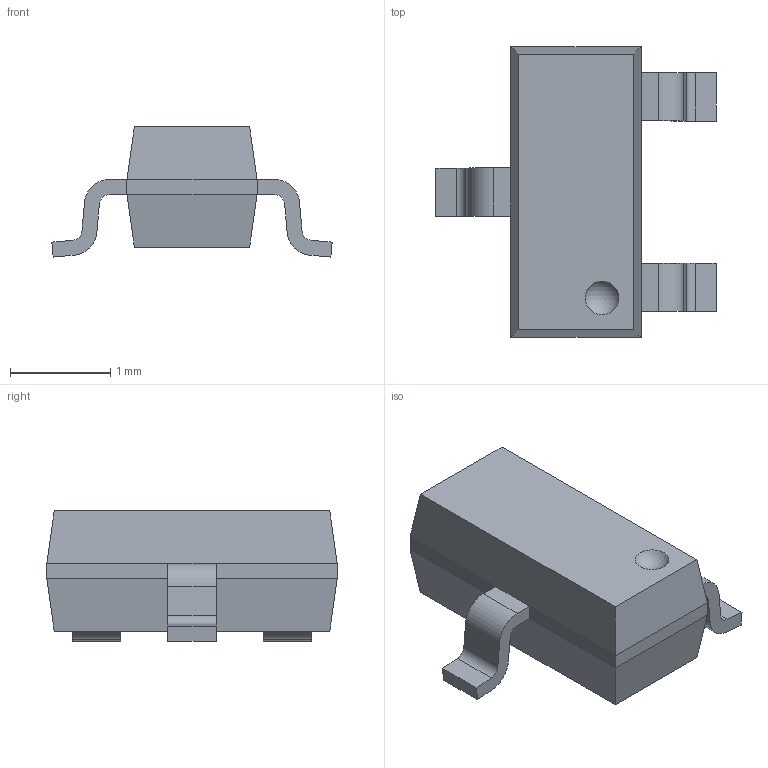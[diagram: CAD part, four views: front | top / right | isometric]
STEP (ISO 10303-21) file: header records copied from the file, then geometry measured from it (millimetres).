
FILE_DESCRIPTION(/* description */ (''),/* implementation_level */ '2;1');
FILE_NAME(/* name */ 'SOT23.step',/* time_stamp */ '2023-03-28T21:22:37+11:00',/* author */ (''),/* organization */ (''),/* preprocessor_version */ 'ST-DEVELOPER v19.2',/* originating_system */ 'Autodesk Translation Framework v11.17.0.187',/* authorisation */ '');
FILE_SCHEMA (('AUTOMOTIVE_DESIGN { 1 0 10303 214 3 1 1 }'));
Length unit declared in the file: millimetre
Products named in the file (2): SOT23; User Library-SOT23-3
Assembly tree (1 placements, depth 2):
  SOT23
    User Library-SOT23-3
Bounding box: 2.8 x 2.9 x 1.3 mm (x, y, z)
Volume: 4.5 mm3; surface area: 20.7 mm2
Topology: 1 solids, 1 shells, 57 faces, 143 edges, 89 vertices
Faces by surface type: plane 44, cylinder 12, sphere 1
Entity records: 1762 total; most frequent: CARTESIAN_POINT 292, DIRECTION 288, ORIENTED_EDGE 286, EDGE_CURVE 143, LINE 118, VECTOR 118, VERTEX_POINT 89, AXIS2_PLACEMENT_3D 85
